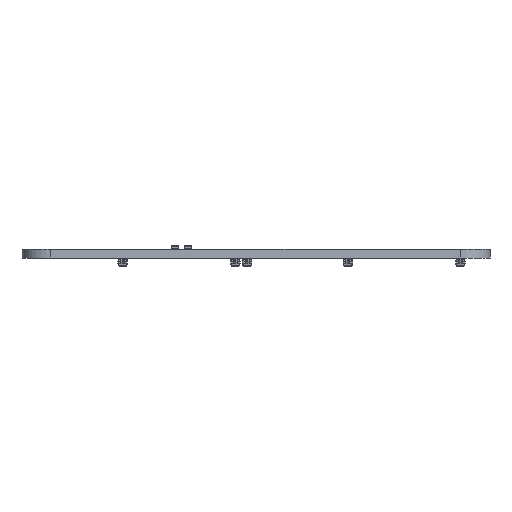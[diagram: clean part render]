
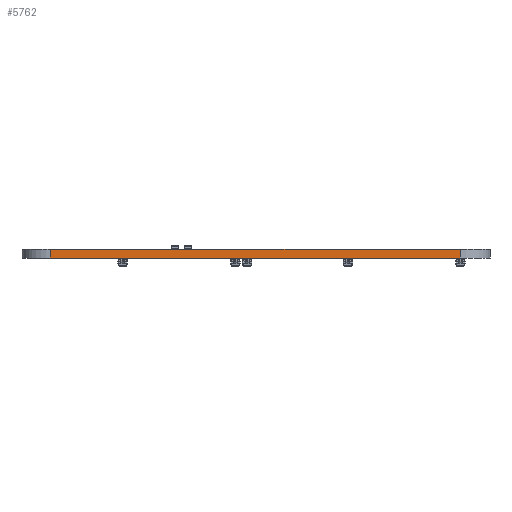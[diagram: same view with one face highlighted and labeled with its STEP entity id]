
A CAD part, front view. The second image highlights one B-rep face of the part: STEP entity #5762.
In plain terms, the highlighted planar face has unit normal (0, -1, 0).
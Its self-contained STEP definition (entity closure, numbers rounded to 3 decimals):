
#2903 = VERTEX_POINT('',#2904);
#2904 = CARTESIAN_POINT('',(103.,-165.,0.));
#2911 = EDGE_CURVE('',#2912,#2903,#2914,.T.);
#2912 = VERTEX_POINT('',#2913);
#2913 = CARTESIAN_POINT('',(172.19,-165.,0.));
#2914 = LINE('',#2915,#2916);
#2915 = CARTESIAN_POINT('',(172.19,-165.,0.));
#2916 = VECTOR('',#2917,1.);
#2917 = DIRECTION('',(-1.,0.,0.));
#4319 = VERTEX_POINT('',#4320);
#4320 = CARTESIAN_POINT('',(103.,-165.,1.51));
#4327 = EDGE_CURVE('',#4328,#4319,#4330,.T.);
#4328 = VERTEX_POINT('',#4329);
#4329 = CARTESIAN_POINT('',(172.19,-165.,1.51));
#4330 = LINE('',#4331,#4332);
#4331 = CARTESIAN_POINT('',(172.19,-165.,1.51));
#4332 = VECTOR('',#4333,1.);
#4333 = DIRECTION('',(-1.,0.,0.));
#5734 = EDGE_CURVE('',#2912,#4328,#5735,.T.);
#5735 = LINE('',#5736,#5737);
#5736 = CARTESIAN_POINT('',(172.19,-165.,0.));
#5737 = VECTOR('',#5738,1.);
#5738 = DIRECTION('',(0.,0.,1.));
#5762 = ADVANCED_FACE('',(#5763),#5774,.T.);
#5763 = FACE_BOUND('',#5764,.T.);
#5764 = EDGE_LOOP('',(#5765,#5766,#5767,#5773));
#5765 = ORIENTED_EDGE('',*,*,#5734,.T.);
#5766 = ORIENTED_EDGE('',*,*,#4327,.T.);
#5767 = ORIENTED_EDGE('',*,*,#5768,.F.);
#5768 = EDGE_CURVE('',#2903,#4319,#5769,.T.);
#5769 = LINE('',#5770,#5771);
#5770 = CARTESIAN_POINT('',(103.,-165.,0.));
#5771 = VECTOR('',#5772,1.);
#5772 = DIRECTION('',(0.,0.,1.));
#5773 = ORIENTED_EDGE('',*,*,#2911,.F.);
#5774 = PLANE('',#5775);
#5775 = AXIS2_PLACEMENT_3D('',#5776,#5777,#5778);
#5776 = CARTESIAN_POINT('',(172.19,-165.,0.));
#5777 = DIRECTION('',(0.,-1.,0.));
#5778 = DIRECTION('',(-1.,0.,0.));
